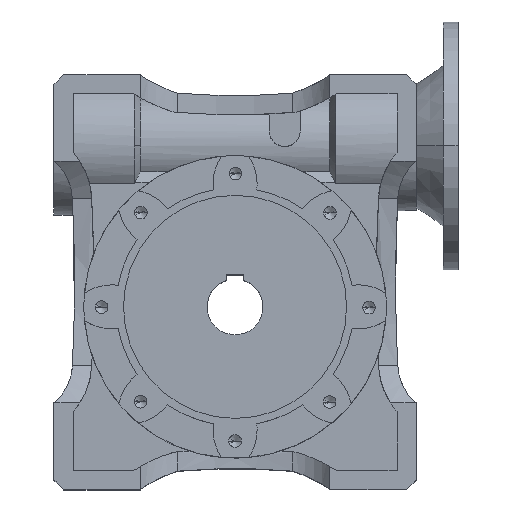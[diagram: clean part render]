
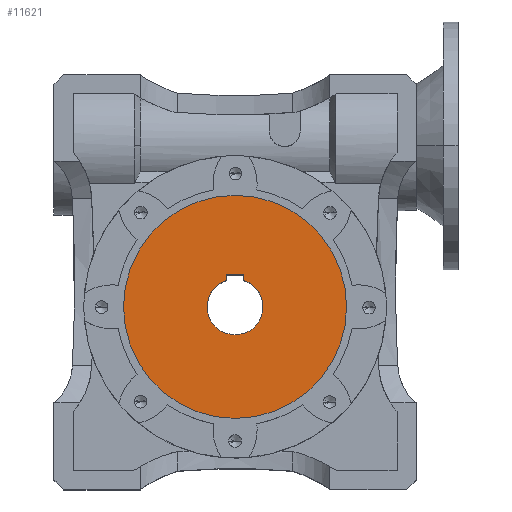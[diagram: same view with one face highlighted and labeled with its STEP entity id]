
A CAD part, top view. The second image highlights one B-rep face of the part: STEP entity #11621.
In plain terms, the highlighted face is planar.
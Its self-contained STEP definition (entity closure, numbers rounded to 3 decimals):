
#305 = VERTEX_POINT ( 'NONE', #13603 ) ;
#1287 = CARTESIAN_POINT ( 'NONE',  ( 7., 25.8, -85. ) ) ;
#3329 = AXIS2_PLACEMENT_3D ( 'NONE', #12565, #12564, #12569 ) ;
#3989 = FACE_BOUND ( 'NONE', #8527, .T. ) ;
#3993 = FACE_OUTER_BOUND ( 'NONE', #8524, .T. ) ;
#4441 = VERTEX_POINT ( 'NONE', #13476 ) ;
#4444 = VERTEX_POINT ( 'NONE', #13473 ) ;
#4450 = VERTEX_POINT ( 'NONE', #13466 ) ;
#4468 = VERTEX_POINT ( 'NONE', #13440 ) ;
#5263 = AXIS2_PLACEMENT_3D ( 'NONE', #8965, #8966, #8967 ) ;
#5354 = EDGE_CURVE ( 'NONE', #305, #4468, #7221, .T. ) ;
#5395 = EDGE_CURVE ( 'NONE', #4444, #4450, #7293, .T. ) ;
#5399 = EDGE_CURVE ( 'NONE', #4441, #4444, #7299, .T. ) ;
#5431 = EDGE_CURVE ( 'NONE', #4468, #305, #10291, .T. ) ;
#5432 = EDGE_CURVE ( 'NONE', #7546, #7547, #10292, .T. ) ;
#5433 = EDGE_CURVE ( 'NONE', #7547, #4441, #10293, .T. ) ;
#5434 = EDGE_CURVE ( 'NONE', #4450, #12938, #10295, .T. ) ;
#5435 = EDGE_CURVE ( 'NONE', #12938, #7546, #10296, .T. ) ;
#5644 = CARTESIAN_POINT ( 'NONE',  ( 0., 0., -85. ) ) ;
#5645 = DIRECTION ( 'NONE',  ( 0., 0., 1. ) ) ;
#5646 = DIRECTION ( 'NONE',  ( 1., 0., 0. ) ) ;
#5722 = CARTESIAN_POINT ( 'NONE',  ( -7., 25.8, -85. ) ) ;
#5723 = DIRECTION ( 'NONE',  ( 0., -1., 0. ) ) ;
#5727 = CARTESIAN_POINT ( 'NONE',  ( 7., 25.8, -85. ) ) ;
#5728 = DIRECTION ( 'NONE',  ( 0., 1., 0. ) ) ;
#5729 = CARTESIAN_POINT ( 'NONE',  ( 0., 0., -85. ) ) ;
#5730 = DIRECTION ( 'NONE',  ( 0., 0., 1. ) ) ;
#5731 = DIRECTION ( 'NONE',  ( 1., 0., 0. ) ) ;
#5734 = CARTESIAN_POINT ( 'NONE',  ( 0., 0., -85. ) ) ;
#5735 = DIRECTION ( 'NONE',  ( 0., 0., 1. ) ) ;
#5736 = DIRECTION ( 'NONE',  ( 1., 0., 0. ) ) ;
#5737 = CARTESIAN_POINT ( 'NONE',  ( -7., 25.8, -85. ) ) ;
#5738 = DIRECTION ( 'NONE',  ( -1., 0., 0. ) ) ;
#5925 = AXIS2_PLACEMENT_3D ( 'NONE', #9080, #9081, #9082 ) ;
#5927 = AXIS2_PLACEMENT_3D ( 'NONE', #5644, #5645, #5646 ) ;
#5946 = AXIS2_PLACEMENT_3D ( 'NONE', #5729, #5730, #5731 ) ;
#5947 = AXIS2_PLACEMENT_3D ( 'NONE', #5734, #5735, #5736 ) ;
#6296 = ORIENTED_EDGE ( 'NONE', *, *, #5432, .T. ) ;
#6297 = ORIENTED_EDGE ( 'NONE', *, *, #5433, .T. ) ;
#6298 = ORIENTED_EDGE ( 'NONE', *, *, #5399, .T. ) ;
#6299 = ORIENTED_EDGE ( 'NONE', *, *, #5395, .T. ) ;
#6300 = ORIENTED_EDGE ( 'NONE', *, *, #5434, .T. ) ;
#6301 = ORIENTED_EDGE ( 'NONE', *, *, #5435, .T. ) ;
#6302 = ORIENTED_EDGE ( 'NONE', *, *, #5354, .F. ) ;
#6303 = ORIENTED_EDGE ( 'NONE', *, *, #5431, .F. ) ;
#7221 = CIRCLE ( 'NONE', #5263, 90. ) ;
#7293 = CIRCLE ( 'NONE', #5925, 22.5 ) ;
#7299 = CIRCLE ( 'NONE', #5927, 22.5 ) ;
#7546 = VERTEX_POINT ( 'NONE', #8197 ) ;
#7547 = VERTEX_POINT ( 'NONE', #8199 ) ;
#8197 = CARTESIAN_POINT ( 'NONE',  ( -7., 25.8, -85. ) ) ;
#8199 = CARTESIAN_POINT ( 'NONE',  ( -7., 21.383, -85. ) ) ;
#8524 = EDGE_LOOP ( 'NONE', ( #6302, #6303 ) ) ;
#8527 = EDGE_LOOP ( 'NONE', ( #6296, #6297, #6298, #6299, #6300, #6301 ) ) ;
#8965 = CARTESIAN_POINT ( 'NONE',  ( 0., 0., -85. ) ) ;
#8966 = DIRECTION ( 'NONE',  ( 0., 0., 1. ) ) ;
#8967 = DIRECTION ( 'NONE',  ( 1., 0., 0. ) ) ;
#9080 = CARTESIAN_POINT ( 'NONE',  ( 0., 0., -85. ) ) ;
#9081 = DIRECTION ( 'NONE',  ( 0., 0., 1. ) ) ;
#9082 = DIRECTION ( 'NONE',  ( 1., 0., 0. ) ) ;
#10291 = CIRCLE ( 'NONE', #5946, 90. ) ;
#10292 = LINE ( 'NONE', #5722, #10294 ) ;
#10293 = CIRCLE ( 'NONE', #5947, 22.5 ) ;
#10294 = VECTOR ( 'NONE', #5723, 1000. ) ;
#10295 = LINE ( 'NONE', #5727, #10297 ) ;
#10296 = LINE ( 'NONE', #5737, #10299 ) ;
#10297 = VECTOR ( 'NONE', #5728, 1000. ) ;
#10299 = VECTOR ( 'NONE', #5738, 1000. ) ;
#11621 = ADVANCED_FACE ( 'NONE', ( #3989, #3993 ), #12567, .F. ) ;
#12564 = DIRECTION ( 'NONE',  ( 0., 0., 1. ) ) ;
#12565 = CARTESIAN_POINT ( 'NONE',  ( 0., 90., -85. ) ) ;
#12567 = PLANE ( 'NONE',  #3329 ) ;
#12569 = DIRECTION ( 'NONE',  ( 1., 0., 0. ) ) ;
#12938 = VERTEX_POINT ( 'NONE', #1287 ) ;
#13440 = CARTESIAN_POINT ( 'NONE',  ( -90., 0., -85. ) ) ;
#13466 = CARTESIAN_POINT ( 'NONE',  ( 7., 21.383, -85. ) ) ;
#13473 = CARTESIAN_POINT ( 'NONE',  ( 22.5, 0., -85. ) ) ;
#13476 = CARTESIAN_POINT ( 'NONE',  ( -22.5, 0., -85. ) ) ;
#13603 = CARTESIAN_POINT ( 'NONE',  ( 90., 0., -85. ) ) ;
